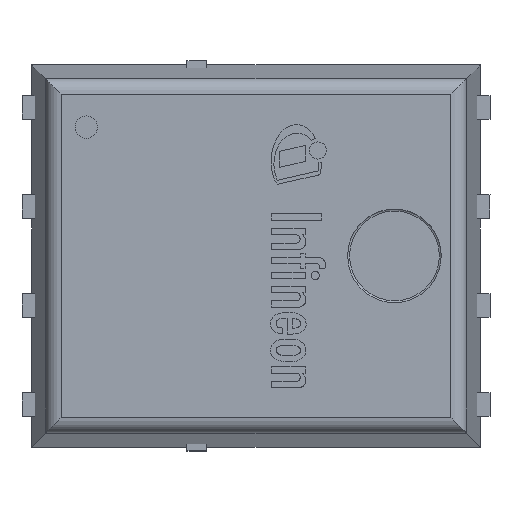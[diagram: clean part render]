
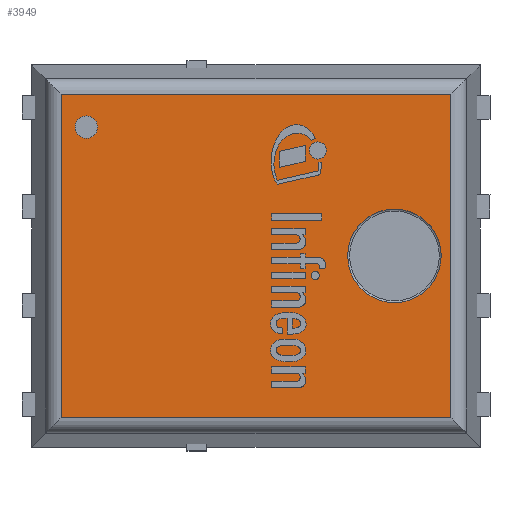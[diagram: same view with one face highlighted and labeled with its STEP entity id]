
A CAD part, top view. The second image highlights one B-rep face of the part: STEP entity #3949.
In plain terms, the highlighted planar face has unit normal (0, 0, 1).
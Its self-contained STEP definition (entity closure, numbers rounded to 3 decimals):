
#117=LINE('',#5445,#621);
#121=LINE('',#5456,#625);
#124=LINE('',#5462,#628);
#125=LINE('',#5465,#629);
#621=VECTOR('',#4452,1.);
#625=VECTOR('',#4464,1.);
#628=VECTOR('',#4471,1.);
#629=VECTOR('',#4476,1.);
#1124=PLANE('',#4206);
#1315=FACE_BOUND('',#1571,.T.);
#1316=FACE_BOUND('',#1572,.T.);
#1337=FACE_OUTER_BOUND('',#1570,.T.);
#1570=EDGE_LOOP('',(#2817,#2818,#2819,#2820));
#1571=EDGE_LOOP('',(#2821));
#1572=EDGE_LOOP('',(#2822));
#1796=CIRCLE('',#4185,0.144);
#1800=CIRCLE('',#4204,0.6);
#1823=VERTEX_POINT('',#5421);
#1831=VERTEX_POINT('',#5442);
#1832=VERTEX_POINT('',#5444);
#1835=VERTEX_POINT('',#5454);
#1836=VERTEX_POINT('',#5461);
#1839=VERTEX_POINT('',#5472);
#2206=EDGE_CURVE('',#1823,#1823,#1796,.T.);
#2216=EDGE_CURVE('',#1832,#1831,#117,.T.);
#2222=EDGE_CURVE('',#1831,#1835,#121,.T.);
#2225=EDGE_CURVE('',#1836,#1832,#124,.T.);
#2227=EDGE_CURVE('',#1835,#1836,#125,.T.);
#2230=EDGE_CURVE('',#1839,#1839,#1800,.T.);
#2817=ORIENTED_EDGE('',*,*,#2227,.T.);
#2818=ORIENTED_EDGE('',*,*,#2225,.T.);
#2819=ORIENTED_EDGE('',*,*,#2216,.T.);
#2820=ORIENTED_EDGE('',*,*,#2222,.T.);
#2821=ORIENTED_EDGE('',*,*,#2206,.T.);
#2822=ORIENTED_EDGE('',*,*,#2230,.T.);
#3949=ADVANCED_FACE('',(#1337,#1315,#1316),#1124,.F.);
#4185=AXIS2_PLACEMENT_3D('',#5422,#4431,#4432);
#4204=AXIS2_PLACEMENT_3D('',#5473,#4485,#4486);
#4206=AXIS2_PLACEMENT_3D('',#5475,#4489,#4490);
#4431=DIRECTION('center_axis',(0.,0.,-1.));
#4432=DIRECTION('ref_axis',(0.,1.,0.));
#4452=DIRECTION('',(1.,0.,0.));
#4464=DIRECTION('',(0.,1.,0.));
#4471=DIRECTION('',(0.,-1.,0.));
#4476=DIRECTION('',(-1.,0.,0.));
#4485=DIRECTION('center_axis',(0.,0.,-1.));
#4486=DIRECTION('ref_axis',(0.,1.,0.));
#4489=DIRECTION('center_axis',(0.,0.,-1.));
#4490=DIRECTION('ref_axis',(0.,1.,0.));
#5421=CARTESIAN_POINT('',(-2.175,1.506,1.2));
#5422=CARTESIAN_POINT('Origin',(-2.175,1.65,1.2));
#5442=CARTESIAN_POINT('',(2.499,-2.074,1.2));
#5444=CARTESIAN_POINT('',(-2.499,-2.074,1.2));
#5445=CARTESIAN_POINT('',(1.438,-2.074,1.2));
#5454=CARTESIAN_POINT('',(2.499,2.074,1.2));
#5456=CARTESIAN_POINT('',(2.499,1.225,1.2));
#5461=CARTESIAN_POINT('',(-2.499,2.074,1.2));
#5462=CARTESIAN_POINT('',(-2.499,-1.225,1.2));
#5465=CARTESIAN_POINT('',(-1.438,2.074,1.2));
#5472=CARTESIAN_POINT('',(1.775,-0.6,1.2));
#5473=CARTESIAN_POINT('Origin',(1.775,0.,1.2));
#5475=CARTESIAN_POINT('Origin',(0.,0.,
1.2));
